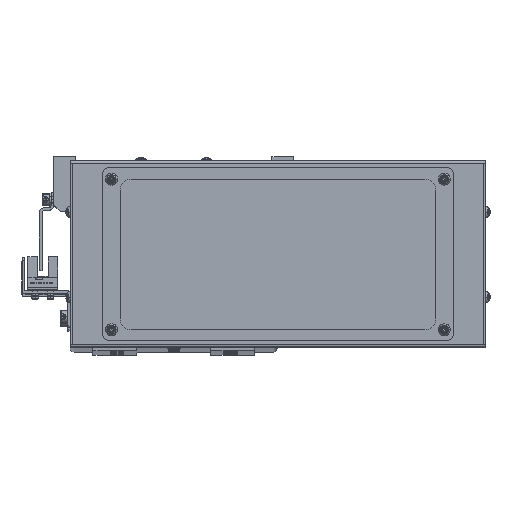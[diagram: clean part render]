
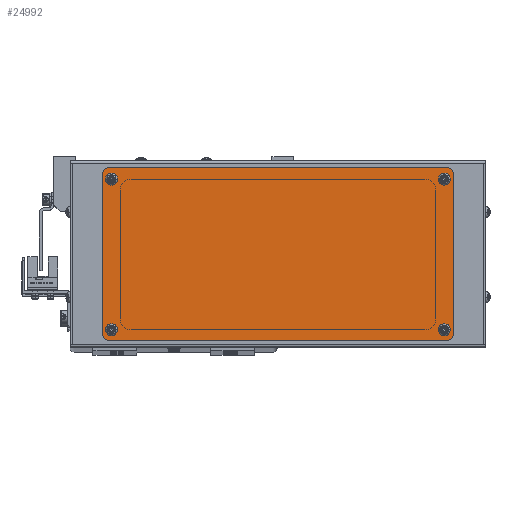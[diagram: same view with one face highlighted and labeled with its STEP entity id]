
A CAD part, top view. The second image highlights one B-rep face of the part: STEP entity #24992.
In plain terms, the highlighted face is planar.
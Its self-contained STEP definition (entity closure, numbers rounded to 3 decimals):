
#207 = ORIENTED_EDGE ( 'NONE', *, *, #10582, .T. ) ;
#416 = AXIS2_PLACEMENT_3D ( 'NONE', #13491, #54743, #19490 ) ;
#938 = CARTESIAN_POINT ( 'NONE',  ( -77.25, 36.75, 0. ) ) ;
#1059 = EDGE_CURVE ( 'NONE', #10287, #20917, #31384, .T. ) ;
#1742 = VECTOR ( 'NONE', #49628, 1000. ) ;
#1860 = DIRECTION ( 'NONE',  ( 0., 0., 1. ) ) ;
#2032 = CARTESIAN_POINT ( 'NONE',  ( 76.25, -34.75, 0. ) ) ;
#2716 = AXIS2_PLACEMENT_3D ( 'NONE', #26146, #67402, #32114 ) ;
#3152 = AXIS2_PLACEMENT_3D ( 'NONE', #938, #71949, #36631 ) ;
#3378 = CIRCLE ( 'NONE', #2716, 3. ) ;
#4113 = EDGE_CURVE ( 'NONE', #31079, #67575, #39186, .T. ) ;
#4277 = CARTESIAN_POINT ( 'NONE',  ( 80.25, 36.75, 0. ) ) ;
#4431 = VECTOR ( 'NONE', #57447, 1000. ) ;
#5002 = DIRECTION ( 'NONE',  ( 1., 0., 0. ) ) ;
#5666 = EDGE_CURVE ( 'NONE', #29205, #46550, #52742, .T. ) ;
#6251 = DIRECTION ( 'NONE',  ( 0., 0., 1. ) ) ;
#6470 = FACE_OUTER_BOUND ( 'NONE', #67154, .T. ) ;
#7077 = CARTESIAN_POINT ( 'NONE',  ( 76.25, -34.75, 0. ) ) ;
#7193 = CARTESIAN_POINT ( 'NONE',  ( 76.25, 34.25, 0. ) ) ;
#7505 = ORIENTED_EDGE ( 'NONE', *, *, #37203, .T. ) ;
#7813 = ORIENTED_EDGE ( 'NONE', *, *, #43391, .T. ) ;
#7973 = DIRECTION ( 'NONE',  ( 1., 0., 0. ) ) ;
#8351 = CARTESIAN_POINT ( 'NONE',  ( -77.25, 39.75, 0. ) ) ;
#8615 = CARTESIAN_POINT ( 'NONE',  ( -80.25, -36.75, 0. ) ) ;
#9216 = CARTESIAN_POINT ( 'NONE',  ( -77.95, 34.25, 0. ) ) ;
#9296 = ORIENTED_EDGE ( 'NONE', *, *, #71759, .T. ) ;
#9412 = VECTOR ( 'NONE', #49889, 1000. ) ;
#10287 = VERTEX_POINT ( 'NONE', #60137 ) ;
#10582 = EDGE_CURVE ( 'NONE', #19301, #45659, #62104, .T. ) ;
#11924 = EDGE_CURVE ( 'NONE', #20917, #67114, #20436, .T. ) ;
#13020 = DIRECTION ( 'NONE',  ( 1., 0., 0. ) ) ;
#13118 = DIRECTION ( 'NONE',  ( 1., 0., 0. ) ) ;
#13491 = CARTESIAN_POINT ( 'NONE',  ( -76.25, -34.75, 0. ) ) ;
#14678 = ORIENTED_EDGE ( 'NONE', *, *, #58942, .F. ) ;
#15177 = EDGE_LOOP ( 'NONE', ( #7813, #7505 ) ) ;
#15543 = ORIENTED_EDGE ( 'NONE', *, *, #11924, .F. ) ;
#16494 = EDGE_CURVE ( 'NONE', #58864, #69116, #45566, .T. ) ;
#16842 = CARTESIAN_POINT ( 'NONE',  ( 77.95, -34.75, 0. ) ) ;
#18015 = CARTESIAN_POINT ( 'NONE',  ( -76.25, 34.25, 0. ) ) ;
#18775 = DIRECTION ( 'NONE',  ( 0., 0., 1. ) ) ;
#18872 = CIRCLE ( 'NONE', #39944, 3. ) ;
#19000 = EDGE_CURVE ( 'NONE', #67575, #71648, #3378, .T. ) ;
#19168 = EDGE_LOOP ( 'NONE', ( #207, #9296 ) ) ;
#19170 = CARTESIAN_POINT ( 'NONE',  ( 74.55, -34.75, 0. ) ) ;
#19301 = VERTEX_POINT ( 'NONE', #58773 ) ;
#19490 = DIRECTION ( 'NONE',  ( 1., 0., 0. ) ) ;
#19661 = CIRCLE ( 'NONE', #60345, 1.7 ) ;
#20436 = CIRCLE ( 'NONE', #22356, 3. ) ;
#20874 = CARTESIAN_POINT ( 'NONE',  ( -76.25, 34.25, 0. ) ) ;
#20917 = VERTEX_POINT ( 'NONE', #43002 ) ;
#22073 = EDGE_CURVE ( 'NONE', #69116, #58864, #19661, .T. ) ;
#22356 = AXIS2_PLACEMENT_3D ( 'NONE', #37266, #1860, #43191 ) ;
#22361 = CARTESIAN_POINT ( 'NONE',  ( 77.25, -39.75, 0. ) ) ;
#23192 = AXIS2_PLACEMENT_3D ( 'NONE', #75743, #40423, #5002 ) ;
#23971 = DIRECTION ( 'NONE',  ( 1., 0., 0. ) ) ;
#24108 = FACE_BOUND ( 'NONE', #15177, .T. ) ;
#24992 = ADVANCED_FACE ( 'NONE', ( #67466, #24108, #6470, #41619, #36105 ), #65971, .F. ) ;
#25208 = EDGE_LOOP ( 'NONE', ( #26598, #74988 ) ) ;
#25644 = AXIS2_PLACEMENT_3D ( 'NONE', #20874, #62082, #26797 ) ;
#25874 = CARTESIAN_POINT ( 'NONE',  ( 77.25, 36.75, 0. ) ) ;
#25956 = ORIENTED_EDGE ( 'NONE', *, *, #1059, .F. ) ;
#26146 = CARTESIAN_POINT ( 'NONE',  ( 77.25, -36.75, 0. ) ) ;
#26598 = ORIENTED_EDGE ( 'NONE', *, *, #5666, .T. ) ;
#26797 = DIRECTION ( 'NONE',  ( 1., 0., 0. ) ) ;
#29205 = VERTEX_POINT ( 'NONE', #68536 ) ;
#29836 = EDGE_CURVE ( 'NONE', #71648, #68648, #39578, .T. ) ;
#31079 = VERTEX_POINT ( 'NONE', #74401 ) ;
#31384 = LINE ( 'NONE', #8351, #1742 ) ;
#31798 = DIRECTION ( 'NONE',  ( 1., 0., 0. ) ) ;
#32114 = DIRECTION ( 'NONE',  ( 1., 0., 0. ) ) ;
#32660 = CIRCLE ( 'NONE', #62320, 1.7 ) ;
#33037 = CIRCLE ( 'NONE', #33841, 3. ) ;
#33841 = AXIS2_PLACEMENT_3D ( 'NONE', #25874, #67096, #31798 ) ;
#35120 = ORIENTED_EDGE ( 'NONE', *, *, #16494, .T. ) ;
#36105 = FACE_BOUND ( 'NONE', #66366, .T. ) ;
#36150 = AXIS2_PLACEMENT_3D ( 'NONE', #7193, #48461, #13118 ) ;
#36362 = AXIS2_PLACEMENT_3D ( 'NONE', #54060, #18775, #60004 ) ;
#36631 = DIRECTION ( 'NONE',  ( 1., 0., 0. ) ) ;
#36872 = EDGE_CURVE ( 'NONE', #46550, #29205, #39130, .T. ) ;
#37203 = EDGE_CURVE ( 'NONE', #42938, #66097, #32660, .T. ) ;
#37256 = CARTESIAN_POINT ( 'NONE',  ( -80.25, 36.75, 0. ) ) ;
#37266 = CARTESIAN_POINT ( 'NONE',  ( -77.25, 36.75, 0. ) ) ;
#37394 = CIRCLE ( 'NONE', #25644, 1.7 ) ;
#38902 = CARTESIAN_POINT ( 'NONE',  ( 80.25, -36.75, 0. ) ) ;
#39130 = CIRCLE ( 'NONE', #36150, 1.7 ) ;
#39186 = LINE ( 'NONE', #22361, #56708 ) ;
#39578 = LINE ( 'NONE', #4277, #4431 ) ;
#39944 = AXIS2_PLACEMENT_3D ( 'NONE', #41656, #6251, #47544 ) ;
#40423 = DIRECTION ( 'NONE',  ( 0., 0., 1. ) ) ;
#40875 = CARTESIAN_POINT ( 'NONE',  ( 80.25, 36.75, 0. ) ) ;
#40903 = ORIENTED_EDGE ( 'NONE', *, *, #22073, .T. ) ;
#41619 = FACE_BOUND ( 'NONE', #25208, .T. ) ;
#41656 = CARTESIAN_POINT ( 'NONE',  ( -77.25, -36.75, 0. ) ) ;
#42938 = VERTEX_POINT ( 'NONE', #45656 ) ;
#43002 = CARTESIAN_POINT ( 'NONE',  ( -77.25, 39.75, 0. ) ) ;
#43191 = DIRECTION ( 'NONE',  ( 1., 0., 0. ) ) ;
#43371 = DIRECTION ( 'NONE',  ( 0., 0., 1. ) ) ;
#43391 = EDGE_CURVE ( 'NONE', #66097, #42938, #37394, .T. ) ;
#43720 = EDGE_CURVE ( 'NONE', #52907, #31079, #18872, .T. ) ;
#44285 = ORIENTED_EDGE ( 'NONE', *, *, #62017, .F. ) ;
#45566 = CIRCLE ( 'NONE', #49054, 1.7 ) ;
#45656 = CARTESIAN_POINT ( 'NONE',  ( -74.55, 34.25, 0. ) ) ;
#45659 = VERTEX_POINT ( 'NONE', #57381 ) ;
#46550 = VERTEX_POINT ( 'NONE', #54401 ) ;
#47544 = DIRECTION ( 'NONE',  ( 1., 0., 0. ) ) ;
#47913 = CIRCLE ( 'NONE', #23192, 1.7 ) ;
#48344 = DIRECTION ( 'NONE',  ( 0., 0., 1. ) ) ;
#48461 = DIRECTION ( 'NONE',  ( 0., 0., 1. ) ) ;
#49054 = AXIS2_PLACEMENT_3D ( 'NONE', #2032, #43371, #7973 ) ;
#49275 = ORIENTED_EDGE ( 'NONE', *, *, #4113, .F. ) ;
#49628 = DIRECTION ( 'NONE',  ( -1., 0., 0. ) ) ;
#49889 = DIRECTION ( 'NONE',  ( 0., -1., 0. ) ) ;
#51953 = ORIENTED_EDGE ( 'NONE', *, *, #29836, .F. ) ;
#52742 = CIRCLE ( 'NONE', #36362, 1.7 ) ;
#52907 = VERTEX_POINT ( 'NONE', #56380 ) ;
#54060 = CARTESIAN_POINT ( 'NONE',  ( 76.25, 34.25, 0. ) ) ;
#54401 = CARTESIAN_POINT ( 'NONE',  ( 77.95, 34.25, 0. ) ) ;
#54743 = DIRECTION ( 'NONE',  ( 0., 0., 1. ) ) ;
#56380 = CARTESIAN_POINT ( 'NONE',  ( -80.25, -36.75, 0. ) ) ;
#56521 = LINE ( 'NONE', #8615, #9412 ) ;
#56708 = VECTOR ( 'NONE', #63570, 1000. ) ;
#57381 = CARTESIAN_POINT ( 'NONE',  ( -74.55, -34.75, 0. ) ) ;
#57447 = DIRECTION ( 'NONE',  ( 0., 1., 0. ) ) ;
#58773 = CARTESIAN_POINT ( 'NONE',  ( -77.95, -34.75, 0. ) ) ;
#58864 = VERTEX_POINT ( 'NONE', #19170 ) ;
#58942 = EDGE_CURVE ( 'NONE', #68648, #10287, #33037, .T. ) ;
#59040 = CARTESIAN_POINT ( 'NONE',  ( 77.25, -39.75, 0. ) ) ;
#59234 = DIRECTION ( 'NONE',  ( 0., 0., 1. ) ) ;
#60004 = DIRECTION ( 'NONE',  ( 1., 0., 0. ) ) ;
#60137 = CARTESIAN_POINT ( 'NONE',  ( 77.25, 39.75, 0. ) ) ;
#60345 = AXIS2_PLACEMENT_3D ( 'NONE', #7077, #48344, #13020 ) ;
#62017 = EDGE_CURVE ( 'NONE', #67114, #52907, #56521, .T. ) ;
#62082 = DIRECTION ( 'NONE',  ( 0., 0., 1. ) ) ;
#62104 = CIRCLE ( 'NONE', #416, 1.7 ) ;
#62320 = AXIS2_PLACEMENT_3D ( 'NONE', #18015, #59234, #23971 ) ;
#63570 = DIRECTION ( 'NONE',  ( 1., 0., 0. ) ) ;
#65971 = PLANE ( 'NONE',  #3152 ) ;
#66097 = VERTEX_POINT ( 'NONE', #9216 ) ;
#66366 = EDGE_LOOP ( 'NONE', ( #35120, #40903 ) ) ;
#66855 = ORIENTED_EDGE ( 'NONE', *, *, #19000, .F. ) ;
#67096 = DIRECTION ( 'NONE',  ( 0., 0., 1. ) ) ;
#67114 = VERTEX_POINT ( 'NONE', #37256 ) ;
#67154 = EDGE_LOOP ( 'NONE', ( #15543, #25956, #14678, #51953, #66855, #49275, #71868, #44285 ) ) ;
#67402 = DIRECTION ( 'NONE',  ( 0., 0., 1. ) ) ;
#67466 = FACE_BOUND ( 'NONE', #19168, .T. ) ;
#67575 = VERTEX_POINT ( 'NONE', #59040 ) ;
#68536 = CARTESIAN_POINT ( 'NONE',  ( 74.55, 34.25, 0. ) ) ;
#68648 = VERTEX_POINT ( 'NONE', #40875 ) ;
#69116 = VERTEX_POINT ( 'NONE', #16842 ) ;
#71648 = VERTEX_POINT ( 'NONE', #38902 ) ;
#71759 = EDGE_CURVE ( 'NONE', #45659, #19301, #47913, .T. ) ;
#71868 = ORIENTED_EDGE ( 'NONE', *, *, #43720, .F. ) ;
#71949 = DIRECTION ( 'NONE',  ( 0., 0., 1. ) ) ;
#74401 = CARTESIAN_POINT ( 'NONE',  ( -77.25, -39.75, 0. ) ) ;
#74988 = ORIENTED_EDGE ( 'NONE', *, *, #36872, .T. ) ;
#75743 = CARTESIAN_POINT ( 'NONE',  ( -76.25, -34.75, 0. ) ) ;
